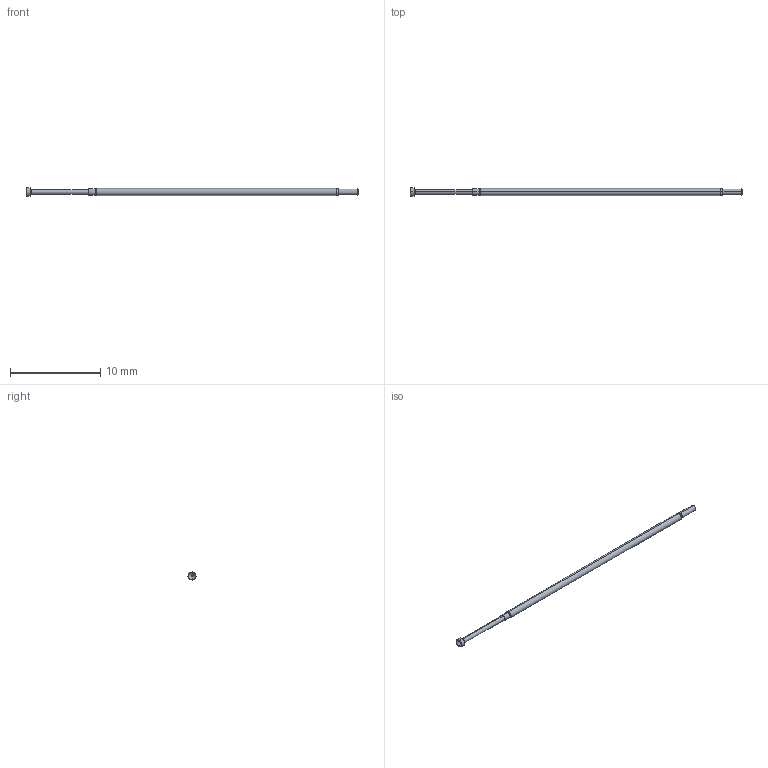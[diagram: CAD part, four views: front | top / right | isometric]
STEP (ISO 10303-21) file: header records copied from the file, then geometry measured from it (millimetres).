
FILE_DESCRIPTION (( 'STEP AP214' ), '1' );
FILE_NAME ('X39-2522.STEP', '2022-01-13T15:31:10', ( '' ), ( '' ), 'SwSTEP 2.0', 'SolidWorks 2020', '' );
FILE_SCHEMA (( 'AUTOMOTIVE_DESIGN' ));
Length unit declared in the file: inch
Products named in the file (1): X39-2522
Bounding box: 36.83 x 0.89 x 0.89 mm (x, y, z)
Volume: 15.7 mm3; surface area: 86.2 mm2
Topology: 1 solids, 1 shells, 36 faces, 70 edges, 38 vertices
Faces by surface type: cone 12, torus 10, cylinder 10, plane 4
Entity records: 1422 total; most frequent: DIRECTION 192, CARTESIAN_POINT 145, ORIENTED_EDGE 140, AXIS2_PLACEMENT_3D 85, EDGE_CURVE 70, CIRCLE 48, UNCERTAINTY_MEASURE_WITH_UNIT 39, LENGTH_MEASURE_WITH_UNIT 39
